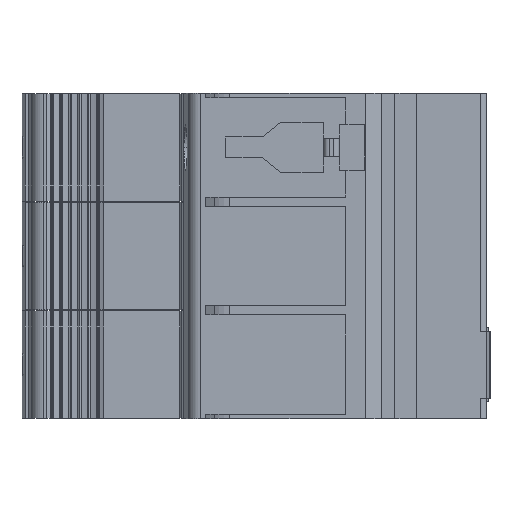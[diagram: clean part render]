
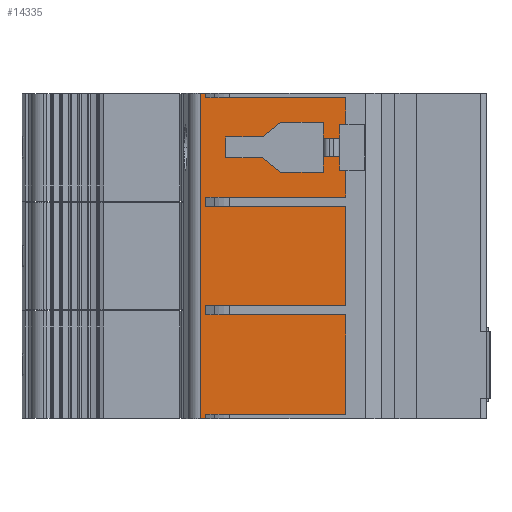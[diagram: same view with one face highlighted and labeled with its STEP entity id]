
A CAD part, front view. The second image highlights one B-rep face of the part: STEP entity #14335.
In plain terms, the highlighted planar face has unit normal (0, -1, 0).
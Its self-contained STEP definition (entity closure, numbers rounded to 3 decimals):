
#1=DIRECTION('',(1.,0.,0.));
#2=VECTOR('',#1,0.85);
#3=CARTESIAN_POINT('',(-40.15,-42.5,-8.9));
#4=LINE('',#3,#2);
#242=DIRECTION('',(0.,0.,-1.));
#243=VECTOR('',#242,0.75);
#244=CARTESIAN_POINT('',(-39.3,-42.5,44.5));
#245=LINE('',#244,#243);
#246=DIRECTION('',(1.,0.,0.));
#247=VECTOR('',#246,23.);
#248=CARTESIAN_POINT('',(-39.3,-42.5,43.75));
#249=LINE('',#248,#247);
#250=DIRECTION('',(-1.,0.,0.));
#251=VECTOR('',#250,1.);
#252=CARTESIAN_POINT('',(-16.3,-42.5,39.35));
#253=LINE('',#252,#251);
#254=DIRECTION('',(0.,0.,-1.));
#255=VECTOR('',#254,2.25);
#256=CARTESIAN_POINT('',(-17.3,-42.5,39.35));
#257=LINE('',#256,#255);
#258=DIRECTION('',(-1.,0.,0.));
#259=VECTOR('',#258,2.7);
#260=CARTESIAN_POINT('',(-17.3,-42.5,37.1));
#261=LINE('',#260,#259);
#262=DIRECTION('',(0.,0.,1.));
#263=VECTOR('',#262,2.6);
#264=CARTESIAN_POINT('',(-20.,-42.5,37.1));
#265=LINE('',#264,#263);
#266=DIRECTION('',(-1.,0.,0.));
#267=VECTOR('',#266,7.);
#268=CARTESIAN_POINT('',(-20.,-42.5,39.7));
#269=LINE('',#268,#267);
#270=DIRECTION('',(-0.781,0.,-0.625));
#271=VECTOR('',#270,3.842);
#272=CARTESIAN_POINT('',(-27.,-42.5,39.7));
#273=LINE('',#272,#271);
#274=DIRECTION('',(-1.,0.,0.));
#275=VECTOR('',#274,6.);
#276=CARTESIAN_POINT('',(-30.,-42.5,37.3));
#277=LINE('',#276,#275);
#278=DIRECTION('',(1.,0.,0.));
#279=VECTOR('',#278,6.);
#280=CARTESIAN_POINT('',(-36.,-42.5,33.9));
#281=LINE('',#280,#279);
#282=DIRECTION('',(0.781,0.,-0.625));
#283=VECTOR('',#282,3.842);
#284=CARTESIAN_POINT('',(-30.,-42.5,33.9));
#285=LINE('',#284,#283);
#286=DIRECTION('',(1.,0.,0.));
#287=VECTOR('',#286,7.);
#288=CARTESIAN_POINT('',(-27.,-42.5,31.5));
#289=LINE('',#288,#287);
#290=DIRECTION('',(0.,0.,1.));
#291=VECTOR('',#290,2.6);
#292=CARTESIAN_POINT('',(-20.,-42.5,31.5));
#293=LINE('',#292,#291);
#294=DIRECTION('',(1.,0.,0.));
#295=VECTOR('',#294,2.7);
#296=CARTESIAN_POINT('',(-20.,-42.5,34.1));
#297=LINE('',#296,#295);
#298=DIRECTION('',(0.,0.,-1.));
#299=VECTOR('',#298,2.25);
#300=CARTESIAN_POINT('',(-17.3,-42.5,34.1));
#301=LINE('',#300,#299);
#302=DIRECTION('',(-1.,0.,0.));
#303=VECTOR('',#302,1.);
#304=CARTESIAN_POINT('',(-16.3,-42.5,31.85));
#305=LINE('',#304,#303);
#306=DIRECTION('',(-1.,0.,0.));
#307=VECTOR('',#306,23.);
#308=CARTESIAN_POINT('',(-16.3,-42.5,27.45));
#309=LINE('',#308,#307);
#310=DIRECTION('',(1.,0.,0.));
#311=VECTOR('',#310,23.);
#312=CARTESIAN_POINT('',(-39.3,-42.5,25.95));
#313=LINE('',#312,#311);
#314=DIRECTION('',(-1.,0.,0.));
#315=VECTOR('',#314,23.);
#316=CARTESIAN_POINT('',(-16.3,-42.5,9.65));
#317=LINE('',#316,#315);
#318=DIRECTION('',(1.,0.,0.));
#319=VECTOR('',#318,23.);
#320=CARTESIAN_POINT('',(-39.3,-42.5,8.15));
#321=LINE('',#320,#319);
#322=DIRECTION('',(-1.,0.,0.));
#323=VECTOR('',#322,23.);
#324=CARTESIAN_POINT('',(-16.3,-42.5,-8.15));
#325=LINE('',#324,#323);
#326=DIRECTION('',(0.,0.,1.));
#327=VECTOR('',#326,0.75);
#328=CARTESIAN_POINT('',(-39.3,-42.5,-8.9));
#329=LINE('',#328,#327);
#334=DIRECTION('',(0.,0.,-1.));
#335=VECTOR('',#334,53.4);
#336=CARTESIAN_POINT('',(-40.15,-42.5,44.5));
#337=LINE('',#336,#335);
#619=DIRECTION('',(0.,0.,1.));
#620=VECTOR('',#619,3.4);
#621=CARTESIAN_POINT('',(-36.,-42.5,33.9));
#622=LINE('',#621,#620);
#812=DIRECTION('',(0.,0.,1.));
#813=VECTOR('',#812,4.4);
#814=CARTESIAN_POINT('',(-16.3,-42.5,39.35));
#815=LINE('',#814,#813);
#820=DIRECTION('',(0.,0.,1.));
#821=VECTOR('',#820,4.4);
#822=CARTESIAN_POINT('',(-16.3,-42.5,27.45));
#823=LINE('',#822,#821);
#2013=DIRECTION('',(1.,0.,0.));
#2014=VECTOR('',#2013,0.85);
#2015=CARTESIAN_POINT('',(-40.15,-42.5,44.5));
#2016=LINE('',#2015,#2014);
#2297=DIRECTION('',(0.,0.,1.));
#2298=VECTOR('',#2297,1.5);
#2299=CARTESIAN_POINT('',(-39.3,-42.5,25.95));
#2300=LINE('',#2299,#2298);
#4295=DIRECTION('',(0.,0.,1.));
#4296=VECTOR('',#4295,16.3);
#4297=CARTESIAN_POINT('',(-16.3,-42.5,9.65));
#4298=LINE('',#4297,#4296);
#4311=DIRECTION('',(0.,0.,1.));
#4312=VECTOR('',#4311,1.5);
#4313=CARTESIAN_POINT('',(-39.3,-42.5,8.15));
#4314=LINE('',#4313,#4312);
#4425=DIRECTION('',(0.,0.,1.));
#4426=VECTOR('',#4425,16.3);
#4427=CARTESIAN_POINT('',(-16.3,-42.5,-8.15));
#4428=LINE('',#4427,#4426);
#10879=CARTESIAN_POINT('',(-40.15,-42.5,-8.9));
#10880=VERTEX_POINT('',#10879);
#11899=CARTESIAN_POINT('',(-40.15,-42.5,44.5));
#11900=VERTEX_POINT('',#11899);
#13733=CARTESIAN_POINT('',(-16.3,-42.5,31.85));
#13734=CARTESIAN_POINT('',(-17.3,-42.5,31.85));
#13735=VERTEX_POINT('',#13733);
#13736=VERTEX_POINT('',#13734);
#13737=CARTESIAN_POINT('',(-16.3,-42.5,39.35));
#13738=CARTESIAN_POINT('',(-17.3,-42.5,39.35));
#13739=VERTEX_POINT('',#13737);
#13740=VERTEX_POINT('',#13738);
#13741=CARTESIAN_POINT('',(-17.3,-42.5,37.1));
#13742=VERTEX_POINT('',#13741);
#13743=CARTESIAN_POINT('',(-20.,-42.5,37.1));
#13744=VERTEX_POINT('',#13743);
#13745=CARTESIAN_POINT('',(-20.,-42.5,39.7));
#13746=VERTEX_POINT('',#13745);
#13747=CARTESIAN_POINT('',(-20.,-42.5,31.5));
#13748=CARTESIAN_POINT('',(-20.,-42.5,34.1));
#13749=VERTEX_POINT('',#13747);
#13750=VERTEX_POINT('',#13748);
#13751=CARTESIAN_POINT('',(-17.3,-42.5,34.1));
#13752=VERTEX_POINT('',#13751);
#13769=CARTESIAN_POINT('',(-27.,-42.5,39.7));
#13770=VERTEX_POINT('',#13769);
#13771=CARTESIAN_POINT('',(-27.,-42.5,31.5));
#13772=VERTEX_POINT('',#13771);
#13781=CARTESIAN_POINT('',(-30.,-42.5,37.3));
#13782=VERTEX_POINT('',#13781);
#13783=CARTESIAN_POINT('',(-36.,-42.5,37.3));
#13784=VERTEX_POINT('',#13783);
#13785=CARTESIAN_POINT('',(-36.,-42.5,33.9));
#13786=CARTESIAN_POINT('',(-30.,-42.5,33.9));
#13787=VERTEX_POINT('',#13785);
#13788=VERTEX_POINT('',#13786);
#13911=CARTESIAN_POINT('',(-39.3,-42.5,8.15));
#13912=CARTESIAN_POINT('',(-16.3,-42.5,8.15));
#13913=VERTEX_POINT('',#13911);
#13914=VERTEX_POINT('',#13912);
#13947=CARTESIAN_POINT('',(-16.3,-42.5,-8.15));
#13948=CARTESIAN_POINT('',(-39.3,-42.5,-8.15));
#13949=VERTEX_POINT('',#13947);
#13950=VERTEX_POINT('',#13948);
#13951=CARTESIAN_POINT('',(-39.3,-42.5,-8.9));
#13952=VERTEX_POINT('',#13951);
#13975=CARTESIAN_POINT('',(-39.3,-42.5,25.95));
#13976=CARTESIAN_POINT('',(-16.3,-42.5,25.95));
#13977=VERTEX_POINT('',#13975);
#13978=VERTEX_POINT('',#13976);
#14001=CARTESIAN_POINT('',(-16.3,-42.5,9.65));
#14002=CARTESIAN_POINT('',(-39.3,-42.5,9.65));
#14003=VERTEX_POINT('',#14001);
#14004=VERTEX_POINT('',#14002);
#14037=CARTESIAN_POINT('',(-39.3,-42.5,43.75));
#14038=CARTESIAN_POINT('',(-16.3,-42.5,43.75));
#14039=VERTEX_POINT('',#14037);
#14040=VERTEX_POINT('',#14038);
#14043=CARTESIAN_POINT('',(-39.3,-42.5,44.5));
#14044=VERTEX_POINT('',#14043);
#14065=CARTESIAN_POINT('',(-16.3,-42.5,27.45));
#14066=CARTESIAN_POINT('',(-39.3,-42.5,27.45));
#14067=VERTEX_POINT('',#14065);
#14068=VERTEX_POINT('',#14066);
#14265=CARTESIAN_POINT('',(-40.15,-42.5,-8.9));
#14266=DIRECTION('',(0.,-1.,0.));
#14267=DIRECTION('',(1.,0.,0.));
#14268=AXIS2_PLACEMENT_3D('',#14265,#14266,#14267);
#14269=PLANE('',#14268);
#14271=ORIENTED_EDGE('',*,*,#14270,.F.);
#14273=ORIENTED_EDGE('',*,*,#14272,.T.);
#14275=ORIENTED_EDGE('',*,*,#14274,.T.);
#14277=ORIENTED_EDGE('',*,*,#14276,.T.);
#14279=ORIENTED_EDGE('',*,*,#14278,.F.);
#14281=ORIENTED_EDGE('',*,*,#14280,.T.);
#14283=ORIENTED_EDGE('',*,*,#14282,.T.);
#14285=ORIENTED_EDGE('',*,*,#14284,.T.);
#14287=ORIENTED_EDGE('',*,*,#14286,.T.);
#14289=ORIENTED_EDGE('',*,*,#14288,.T.);
#14291=ORIENTED_EDGE('',*,*,#14290,.T.);
#14293=ORIENTED_EDGE('',*,*,#14292,.T.);
#14295=ORIENTED_EDGE('',*,*,#14294,.F.);
#14297=ORIENTED_EDGE('',*,*,#14296,.T.);
#14299=ORIENTED_EDGE('',*,*,#14298,.T.);
#14301=ORIENTED_EDGE('',*,*,#14300,.T.);
#14303=ORIENTED_EDGE('',*,*,#14302,.T.);
#14305=ORIENTED_EDGE('',*,*,#14304,.T.);
#14307=ORIENTED_EDGE('',*,*,#14306,.T.);
#14309=ORIENTED_EDGE('',*,*,#14308,.F.);
#14311=ORIENTED_EDGE('',*,*,#14310,.F.);
#14313=ORIENTED_EDGE('',*,*,#14312,.T.);
#14315=ORIENTED_EDGE('',*,*,#14314,.F.);
#14317=ORIENTED_EDGE('',*,*,#14316,.T.);
#14319=ORIENTED_EDGE('',*,*,#14318,.F.);
#14321=ORIENTED_EDGE('',*,*,#14320,.T.);
#14323=ORIENTED_EDGE('',*,*,#14322,.F.);
#14325=ORIENTED_EDGE('',*,*,#14324,.T.);
#14327=ORIENTED_EDGE('',*,*,#14326,.F.);
#14329=ORIENTED_EDGE('',*,*,#14328,.T.);
#14331=ORIENTED_EDGE('',*,*,#14330,.F.);
#14332=ORIENTED_EDGE('',*,*,#14142,.F.);
#14333=EDGE_LOOP('',(#14271,#14273,#14275,#14277,#14279,#14281,#14283,#14285,
#14287,#14289,#14291,#14293,#14295,#14297,#14299,#14301,#14303,#14305,#14307,
#14309,#14311,#14313,#14315,#14317,#14319,#14321,#14323,#14325,#14327,#14329,
#14331,#14332));
#14334=FACE_OUTER_BOUND('',#14333,.F.);
#14335=ADVANCED_FACE('',(#14334),#14269,.T.);
#14142=EDGE_CURVE('',#10880,#13952,#4,.T.);
#14270=EDGE_CURVE('',#11900,#10880,#337,.T.);
#14272=EDGE_CURVE('',#11900,#14044,#2016,.T.);
#14274=EDGE_CURVE('',#14044,#14039,#245,.T.);
#14276=EDGE_CURVE('',#14039,#14040,#249,.T.);
#14278=EDGE_CURVE('',#13739,#14040,#815,.T.);
#14280=EDGE_CURVE('',#13739,#13740,#253,.T.);
#14282=EDGE_CURVE('',#13740,#13742,#257,.T.);
#14284=EDGE_CURVE('',#13742,#13744,#261,.T.);
#14286=EDGE_CURVE('',#13744,#13746,#265,.T.);
#14288=EDGE_CURVE('',#13746,#13770,#269,.T.);
#14290=EDGE_CURVE('',#13770,#13782,#273,.T.);
#14292=EDGE_CURVE('',#13782,#13784,#277,.T.);
#14294=EDGE_CURVE('',#13787,#13784,#622,.T.);
#14296=EDGE_CURVE('',#13787,#13788,#281,.T.);
#14298=EDGE_CURVE('',#13788,#13772,#285,.T.);
#14300=EDGE_CURVE('',#13772,#13749,#289,.T.);
#14302=EDGE_CURVE('',#13749,#13750,#293,.T.);
#14304=EDGE_CURVE('',#13750,#13752,#297,.T.);
#14306=EDGE_CURVE('',#13752,#13736,#301,.T.);
#14308=EDGE_CURVE('',#13735,#13736,#305,.T.);
#14310=EDGE_CURVE('',#14067,#13735,#823,.T.);
#14312=EDGE_CURVE('',#14067,#14068,#309,.T.);
#14314=EDGE_CURVE('',#13977,#14068,#2300,.T.);
#14316=EDGE_CURVE('',#13977,#13978,#313,.T.);
#14318=EDGE_CURVE('',#14003,#13978,#4298,.T.);
#14320=EDGE_CURVE('',#14003,#14004,#317,.T.);
#14322=EDGE_CURVE('',#13913,#14004,#4314,.T.);
#14324=EDGE_CURVE('',#13913,#13914,#321,.T.);
#14326=EDGE_CURVE('',#13949,#13914,#4428,.T.);
#14328=EDGE_CURVE('',#13949,#13950,#325,.T.);
#14330=EDGE_CURVE('',#13952,#13950,#329,.T.);
